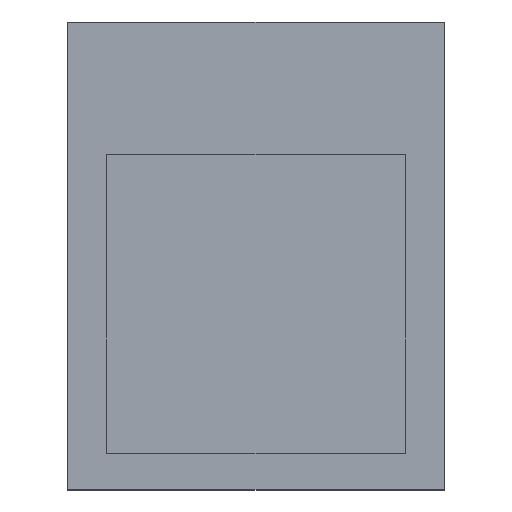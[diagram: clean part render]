
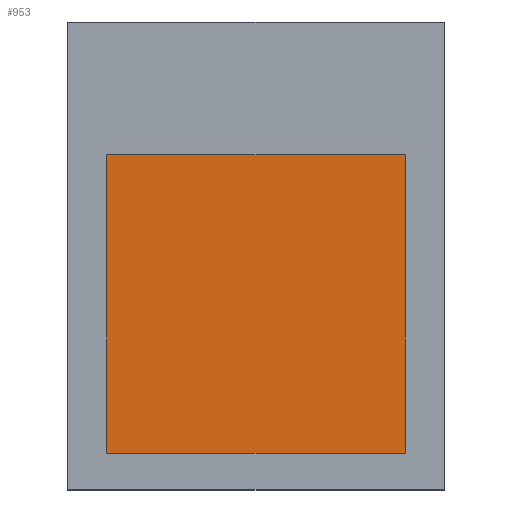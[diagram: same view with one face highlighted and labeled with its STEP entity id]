
A CAD part, top view. The second image highlights one B-rep face of the part: STEP entity #953.
In plain terms, the highlighted planar face has unit normal (0, 0, 1).
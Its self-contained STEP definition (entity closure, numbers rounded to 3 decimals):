
#37 = EDGE_LOOP ( 'NONE', ( #1224, #1044, #1111, #728 ) ) ;
#72 = VECTOR ( 'NONE', #690, 1000. ) ;
#77 = EDGE_CURVE ( 'NONE', #145, #1172, #762, .T. ) ;
#145 = VERTEX_POINT ( 'NONE', #1110 ) ;
#166 = VECTOR ( 'NONE', #925, 1000. ) ;
#178 = EDGE_CURVE ( 'NONE', #1172, #357, #321, .T. ) ;
#254 = AXIS2_PLACEMENT_3D ( 'NONE', #874, #1093, #802 ) ;
#305 = EDGE_CURVE ( 'NONE', #338, #145, #1128, .T. ) ;
#314 = CARTESIAN_POINT ( 'NONE',  ( 0.575, 0.575, 0. ) ) ;
#321 = LINE ( 'NONE', #1185, #984 ) ;
#338 = VERTEX_POINT ( 'NONE', #1023 ) ;
#357 = VERTEX_POINT ( 'NONE', #702 ) ;
#408 = DIRECTION ( 'NONE',  ( 0., -1., 0. ) ) ;
#570 = CARTESIAN_POINT ( 'NONE',  ( -0.575, 0.575, 0. ) ) ;
#643 = DIRECTION ( 'NONE',  ( -1., 0., 0. ) ) ;
#690 = DIRECTION ( 'NONE',  ( 0., 1., 0. ) ) ;
#702 = CARTESIAN_POINT ( 'NONE',  ( -0.575, -0.575, 0. ) ) ;
#728 = ORIENTED_EDGE ( 'NONE', *, *, #178, .F. ) ;
#762 = LINE ( 'NONE', #314, #1252 ) ;
#802 = DIRECTION ( 'NONE',  ( 1., 0., 0. ) ) ;
#841 = EDGE_CURVE ( 'NONE', #357, #338, #1222, .T. ) ;
#874 = CARTESIAN_POINT ( 'NONE',  ( 0., 0.18, 0. ) ) ;
#925 = DIRECTION ( 'NONE',  ( 1., 0., 0. ) ) ;
#953 = ADVANCED_FACE ( 'NONE', ( #1114 ), #1198, .T. ) ;
#984 = VECTOR ( 'NONE', #643, 1000. ) ;
#997 = CARTESIAN_POINT ( 'NONE',  ( 0.575, -0.575, 0. ) ) ;
#1023 = CARTESIAN_POINT ( 'NONE',  ( -0.575, 0.575, 0. ) ) ;
#1044 = ORIENTED_EDGE ( 'NONE', *, *, #305, .F. ) ;
#1093 = DIRECTION ( 'NONE',  ( 0., 0., 1. ) ) ;
#1110 = CARTESIAN_POINT ( 'NONE',  ( 0.575, 0.575, 0. ) ) ;
#1111 = ORIENTED_EDGE ( 'NONE', *, *, #841, .F. ) ;
#1114 = FACE_OUTER_BOUND ( 'NONE', #37, .T. ) ;
#1121 = CARTESIAN_POINT ( 'NONE',  ( -0.575, 0.575, 0. ) ) ;
#1128 = LINE ( 'NONE', #1121, #166 ) ;
#1172 = VERTEX_POINT ( 'NONE', #997 ) ;
#1185 = CARTESIAN_POINT ( 'NONE',  ( -0.575, -0.575, 0. ) ) ;
#1198 = PLANE ( 'NONE',  #254 ) ;
#1222 = LINE ( 'NONE', #570, #72 ) ;
#1224 = ORIENTED_EDGE ( 'NONE', *, *, #77, .F. ) ;
#1252 = VECTOR ( 'NONE', #408, 1000. ) ;
